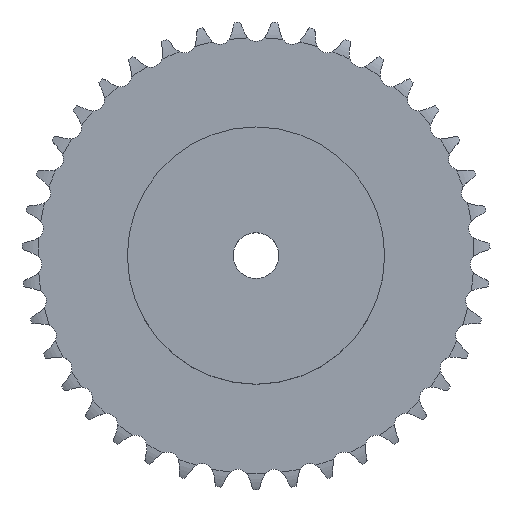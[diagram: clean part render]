
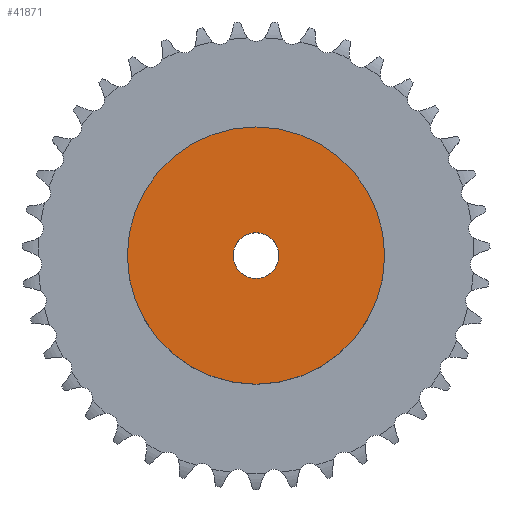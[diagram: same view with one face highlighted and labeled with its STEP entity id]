
A CAD part, top view. The second image highlights one B-rep face of the part: STEP entity #41871.
In plain terms, the highlighted planar face has unit normal (0, 0, 1).
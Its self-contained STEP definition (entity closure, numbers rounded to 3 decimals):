
#4791 = CYLINDRICAL_SURFACE('',#4792,45.);
#4792 = AXIS2_PLACEMENT_3D('',#4793,#4794,#4795);
#4793 = CARTESIAN_POINT('',(0.,0.,0.));
#4794 = DIRECTION('',(-0.,-0.,-1.));
#4795 = DIRECTION('',(1.,0.,0.));
#26176 = VERTEX_POINT('',#26177);
#26177 = CARTESIAN_POINT('',(45.,0.,35.));
#26198 = EDGE_CURVE('',#26176,#26176,#26199,.T.);
#26199 = SURFACE_CURVE('',#26200,(#26205,#26212),.PCURVE_S1.);
#26200 = CIRCLE('',#26201,45.);
#26201 = AXIS2_PLACEMENT_3D('',#26202,#26203,#26204);
#26202 = CARTESIAN_POINT('',(0.,0.,35.));
#26203 = DIRECTION('',(0.,0.,1.));
#26204 = DIRECTION('',(1.,0.,0.));
#26205 = PCURVE('',#4791,#26206);
#26206 = DEFINITIONAL_REPRESENTATION('',(#26207),#26211);
#26207 = LINE('',#26208,#26209);
#26208 = CARTESIAN_POINT('',(-0.,-35.));
#26209 = VECTOR('',#26210,1.);
#26210 = DIRECTION('',(-1.,0.));
#26211 = ( GEOMETRIC_REPRESENTATION_CONTEXT(2) 
PARAMETRIC_REPRESENTATION_CONTEXT() REPRESENTATION_CONTEXT('2D SPACE',''
  ) );
#26212 = PCURVE('',#26213,#26218);
#26213 = PLANE('',#26214);
#26214 = AXIS2_PLACEMENT_3D('',#26215,#26216,#26217);
#26215 = CARTESIAN_POINT('',(0.,0.,35.)
  );
#26216 = DIRECTION('',(0.,0.,1.));
#26217 = DIRECTION('',(1.,0.,0.));
#26218 = DEFINITIONAL_REPRESENTATION('',(#26219),#26223);
#26219 = CIRCLE('',#26220,45.);
#26220 = AXIS2_PLACEMENT_2D('',#26221,#26222);
#26221 = CARTESIAN_POINT('',(0.,0.));
#26222 = DIRECTION('',(1.,0.));
#26223 = ( GEOMETRIC_REPRESENTATION_CONTEXT(2) 
PARAMETRIC_REPRESENTATION_CONTEXT() REPRESENTATION_CONTEXT('2D SPACE',''
  ) );
#35438 = CYLINDRICAL_SURFACE('',#35439,8.);
#35439 = AXIS2_PLACEMENT_3D('',#35440,#35441,#35442);
#35440 = CARTESIAN_POINT('',(0.,0.,246.873));
#35441 = DIRECTION('',(0.,0.,1.));
#35442 = DIRECTION('',(1.,0.,0.));
#41871 = ADVANCED_FACE('',(#41872,#41875),#26213,.T.);
#41872 = FACE_BOUND('',#41873,.T.);
#41873 = EDGE_LOOP('',(#41874));
#41874 = ORIENTED_EDGE('',*,*,#26198,.T.);
#41875 = FACE_BOUND('',#41876,.T.);
#41876 = EDGE_LOOP('',(#41877));
#41877 = ORIENTED_EDGE('',*,*,#41878,.F.);
#41878 = EDGE_CURVE('',#41879,#41879,#41881,.T.);
#41879 = VERTEX_POINT('',#41880);
#41880 = CARTESIAN_POINT('',(8.,0.,35.));
#41881 = SURFACE_CURVE('',#41882,(#41887,#41894),.PCURVE_S1.);
#41882 = CIRCLE('',#41883,8.);
#41883 = AXIS2_PLACEMENT_3D('',#41884,#41885,#41886);
#41884 = CARTESIAN_POINT('',(0.,0.,35.));
#41885 = DIRECTION('',(0.,0.,1.));
#41886 = DIRECTION('',(1.,0.,0.));
#41887 = PCURVE('',#26213,#41888);
#41888 = DEFINITIONAL_REPRESENTATION('',(#41889),#41893);
#41889 = CIRCLE('',#41890,8.);
#41890 = AXIS2_PLACEMENT_2D('',#41891,#41892);
#41891 = CARTESIAN_POINT('',(0.,0.));
#41892 = DIRECTION('',(1.,0.));
#41893 = ( GEOMETRIC_REPRESENTATION_CONTEXT(2) 
PARAMETRIC_REPRESENTATION_CONTEXT() REPRESENTATION_CONTEXT('2D SPACE',''
  ) );
#41894 = PCURVE('',#35438,#41895);
#41895 = DEFINITIONAL_REPRESENTATION('',(#41896),#41900);
#41896 = LINE('',#41897,#41898);
#41897 = CARTESIAN_POINT('',(0.,-211.873));
#41898 = VECTOR('',#41899,1.);
#41899 = DIRECTION('',(1.,0.));
#41900 = ( GEOMETRIC_REPRESENTATION_CONTEXT(2) 
PARAMETRIC_REPRESENTATION_CONTEXT() REPRESENTATION_CONTEXT('2D SPACE',''
  ) );
